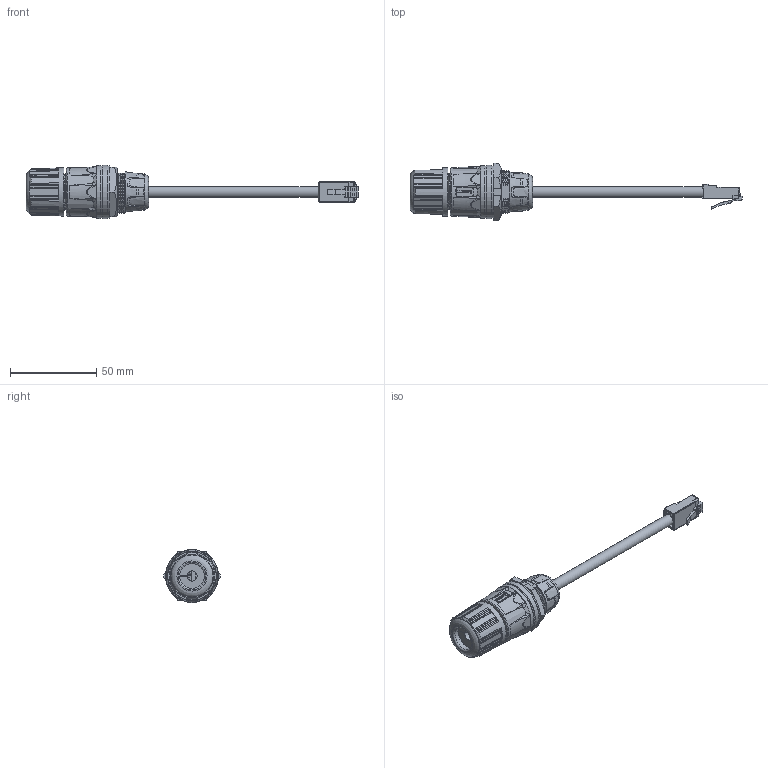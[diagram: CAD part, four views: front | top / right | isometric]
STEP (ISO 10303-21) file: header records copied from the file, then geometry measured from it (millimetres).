
FILE_DESCRIPTION (( 'STEP AP214' ), '1' );
FILE_NAME ('CG-Cxx-MF.STEP', '2018-01-12T16:49:10', ( '' ), ( '' ), 'SwSTEP 2.0', 'SolidWorks 2014', '' );
FILE_SCHEMA (( 'AUTOMOTIVE_DESIGN' ));
Length unit declared in the file: millimetre
Products named in the file (25): 1AG01-259; CG-Cxx-MF - CABLE_4"; 1AJ09-124_6.0mm; 1AG01-265; 1AG01-262; 1AD03-025___; 1AJ03-029; 1AD03-025-MA5___; 1AG01-263; 1AD03-025-MA4___; 1AD03-025-MA2___; CG-Cxx-MF; 1AD03-025-MA3___; 1AD03-025-MA1___; 1AG01-264; 1AK21-026_No Rating Marking; 1AK21-026 PCB; 1AK21-026 PCB(UQ-2); 1AK21-026 PCB(UQ-1); 1AK21-026 PCB CONTACT MOUNT; 1AK21-026 - REAR HOUSING SHIELD_No Rating Marking; 1AK21-026 - FRONT HOUSING SHIELD_No Rating Marking; 1AK21-026 - REAR HOUSING; 1AK21-026 - FRONT HOUSING
Assembly tree (46 placements, depth 4):
  CG-Cxx-MF
    1AG01-263
    1AJ03-029  x2
    1AG01-262
    1AJ09-124_6.0mm
    1AG01-259
    1AK21-026_No Rating Marking
      1AK21-026 - FRONT HOUSING
      1AK21-026 - REAR HOUSING
      1AK21-026 - FRONT HOUSING SHIELD_No Rating Marking
      1AK21-026 - REAR HOUSING SHIELD_No Rating Marking
      1AK21-026 PCB
        1AK21-026 PCB
        1AK21-026 PCB CONTACT MOUNT
        1AK21-026 PCB(UQ-1)  x5
        1AK21-026 PCB(UQ-2)  x11
    1AG01-264
    1AD03-025___  x2
      1AD03-025-MA1___
      1AD03-025-MA3___
      1AD03-025-MA2___
      1AD03-025-MA4___
      1AD03-025-MA5___
    1AG01-265
    CG-Cxx-MF - CABLE_4"
Bounding box: 192 x 33.14 x 30.7 mm (x, y, z)
Volume: 30443.4 mm3; surface area: 44878.3 mm2
Topology: 53 solids, 53 shells, 3706 faces, 10017 edges, 6382 vertices
Faces by surface type: plane 2710, cylinder 671, bspline 216, cone 67, torus 42
Full cylindrical faces by diameter (mm): 0.46 x53, 1 x22, 1.02 x8, 1.1 x6, 6.35 x1, 7.645 x1, 14.1 x1, 16.5 x1, 20.6 x1, 25 x2, 28.6 x1, 30.3 x2, 30.7 x1
Entity records: 111116 total; most frequent: CARTESIAN_POINT 52494, ORIENTED_EDGE 12638, DIRECTION 10884, EDGE_CURVE 6319, LINE 4520, VECTOR 4520, VERTEX_POINT 4052, AXIS2_PLACEMENT_3D 3182
